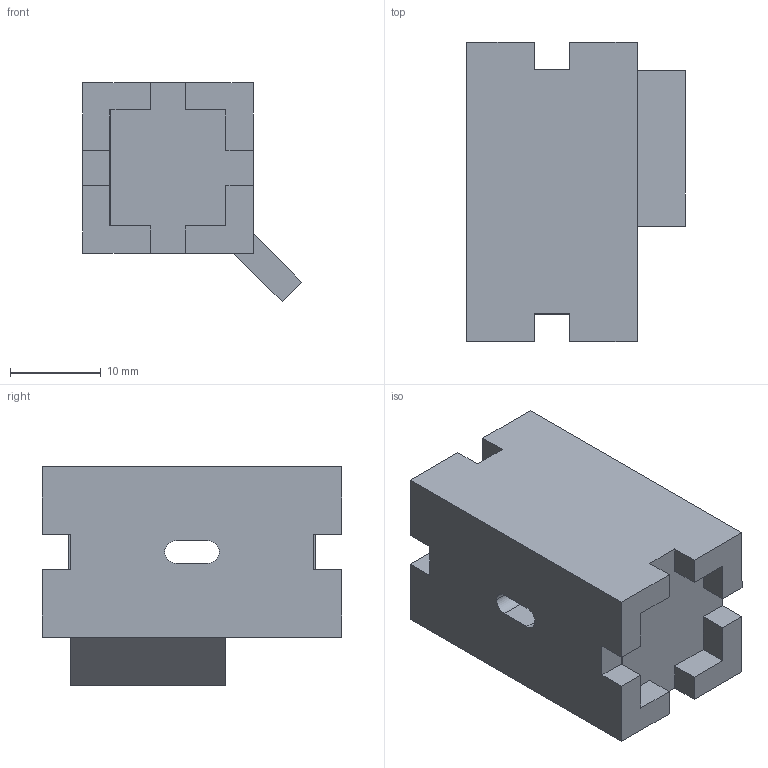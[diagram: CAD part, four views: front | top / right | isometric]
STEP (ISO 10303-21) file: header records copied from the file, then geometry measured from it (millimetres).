
FILE_DESCRIPTION (( 'STEP AP214' ), '1' );
FILE_NAME ('spectro_cell_holder_3dp.STEP', '2024-07-25T09:09:02', ( '' ), ( '' ), 'SwSTEP 2.0', 'SolidWorks 2022', '' );
FILE_SCHEMA (( 'AUTOMOTIVE_DESIGN' ));
Length unit declared in the file: millimetre
Products named in the file (1): spectro_cell_holder_3dp
Bounding box: 24.1 x 33 x 24.1 mm (x, y, z)
Volume: 6373 mm3; surface area: 5093.8 mm2
Topology: 1 solids, 1 shells, 80 faces, 230 edges, 152 vertices
Faces by surface type: plane 64, cylinder 16
Full cylindrical faces by diameter (mm): 5.5 x1
Entity records: 2635 total; most frequent: CARTESIAN_POINT 474, ORIENTED_EDGE 458, DIRECTION 419, EDGE_CURVE 229, LINE 193, VECTOR 193, VERTEX_POINT 152, AXIS2_PLACEMENT_3D 113
